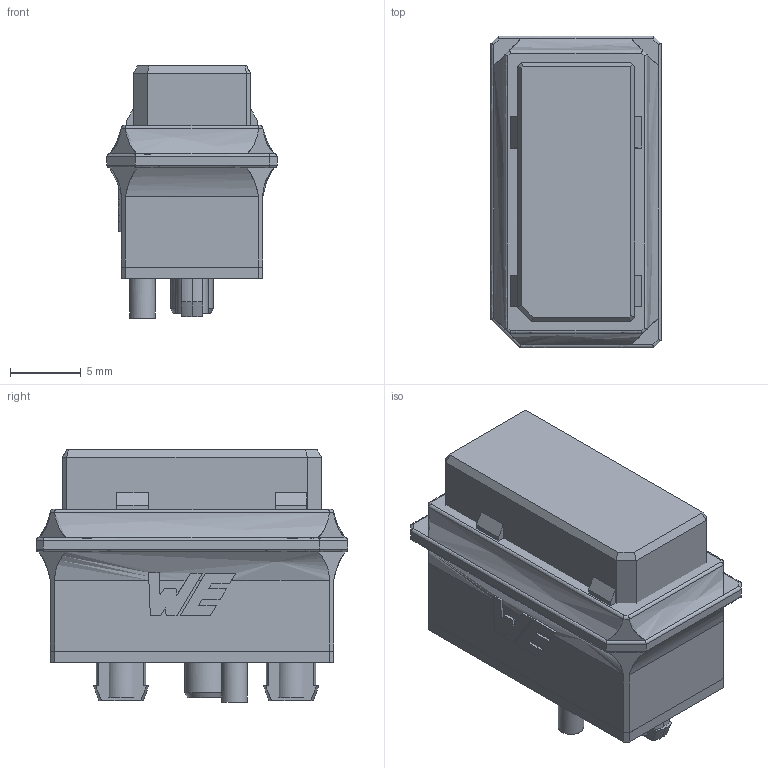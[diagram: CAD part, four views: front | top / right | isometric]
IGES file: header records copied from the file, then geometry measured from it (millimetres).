
Start section: C
Global section: file name: ConWSP_3_polig_Rev1.0_Homepage_schwarz_20221220.igs; native system: By Siemens PLM Incorporated; preprocessor: XPlus GENERIC/IGES 24.0.124; author: Author; organization: Title; date: 20221220.102825; units: millimetre
Bounding box: 12 x 22 x 17.8 mm (x, y, z)
Surface area: 2380.3 mm2 (no closed solid volume)
Topology: 0 solids, 0 shells, 169 faces, 861 edges, 861 vertices
Faces by surface type: bspline 169
